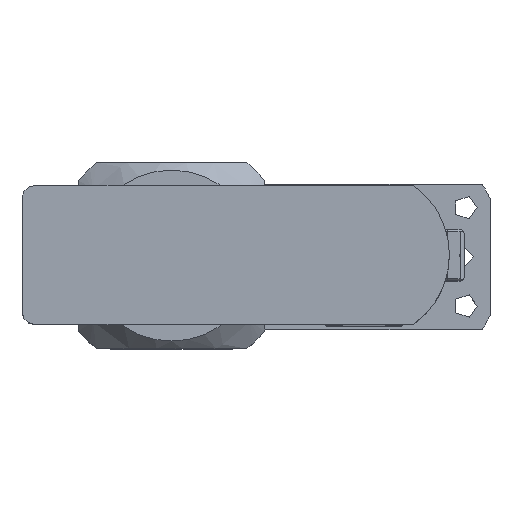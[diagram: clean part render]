
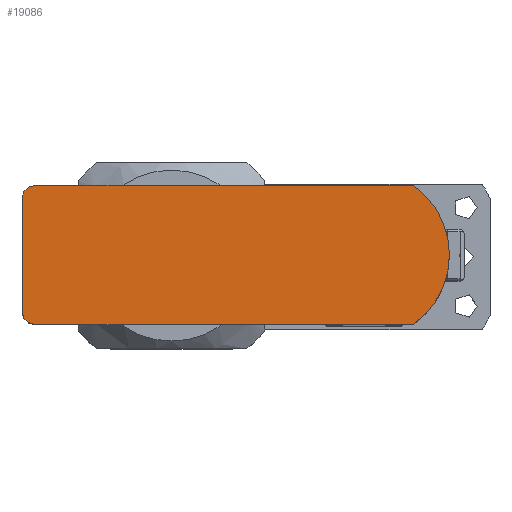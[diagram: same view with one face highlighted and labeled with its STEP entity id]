
A CAD part, top view. The second image highlights one B-rep face of the part: STEP entity #19086.
In plain terms, the highlighted planar face has unit normal (0, 0, 1).
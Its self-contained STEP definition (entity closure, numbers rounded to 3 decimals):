
#748=PLANE('',#20613);
#1929=LINE('',#30091,#3546);
#1932=LINE('',#30097,#3549);
#1933=LINE('',#30101,#3550);
#3546=VECTOR('',#24501,10.);
#3549=VECTOR('',#24506,10.);
#3550=VECTOR('',#24509,10.);
#5097=FACE_OUTER_BOUND('',#6229,.T.);
#6229=EDGE_LOOP('',(#14882,#14883,#14884,#14885,#14886,#14887));
#7342=CIRCLE('',#20610,6.);
#7344=CIRCLE('',#20614,40.);
#7345=CIRCLE('',#20615,6.);
#8639=VERTEX_POINT('',#30081);
#8640=VERTEX_POINT('',#30082);
#8643=VERTEX_POINT('',#30090);
#8645=VERTEX_POINT('',#30096);
#8646=VERTEX_POINT('',#30098);
#8647=VERTEX_POINT('',#30100);
#10850=EDGE_CURVE('',#8639,#8640,#7342,.T.);
#10854=EDGE_CURVE('',#8643,#8640,#1929,.T.);
#10857=EDGE_CURVE('',#8639,#8645,#1932,.T.);
#10858=EDGE_CURVE('',#8645,#8646,#7344,.T.);
#10859=EDGE_CURVE('',#8646,#8647,#1933,.T.);
#10860=EDGE_CURVE('',#8643,#8647,#7345,.T.);
#14882=ORIENTED_EDGE('',*,*,#10850,.F.);
#14883=ORIENTED_EDGE('',*,*,#10857,.T.);
#14884=ORIENTED_EDGE('',*,*,#10858,.T.);
#14885=ORIENTED_EDGE('',*,*,#10859,.T.);
#14886=ORIENTED_EDGE('',*,*,#10860,.F.);
#14887=ORIENTED_EDGE('',*,*,#10854,.T.);
#19086=ADVANCED_FACE('',(#5097),#748,.T.);
#20610=AXIS2_PLACEMENT_3D('',#30083,#24493,#24494);
#20613=AXIS2_PLACEMENT_3D('',#30095,#24504,#24505);
#20614=AXIS2_PLACEMENT_3D('',#30099,#24507,#24508);
#20615=AXIS2_PLACEMENT_3D('',#30102,#24510,#24511);
#24493=DIRECTION('center_axis',(0.,0.,
-1.));
#24494=DIRECTION('ref_axis',(-0.707,-0.707,0.));
#24501=DIRECTION('',(0.,-1.,0.));
#24504=DIRECTION('center_axis',(0.,0.,
1.));
#24505=DIRECTION('ref_axis',(1.,0.,0.));
#24506=DIRECTION('',(1.,0.,0.));
#24507=DIRECTION('center_axis',(0.,0.,
1.));
#24508=DIRECTION('ref_axis',(0.583,-0.813,0.));
#24509=DIRECTION('',(-1.,0.,0.));
#24510=DIRECTION('center_axis',(0.,0.,
-1.));
#24511=DIRECTION('ref_axis',(-0.707,0.707,0.));
#30081=CARTESIAN_POINT('',(-154.,-32.5,556.));
#30082=CARTESIAN_POINT('',(-160.,-26.5,556.));
#30083=CARTESIAN_POINT('Origin',(-154.,-26.5,556.));
#30090=CARTESIAN_POINT('',(-160.,26.5,556.));
#30091=CARTESIAN_POINT('',(-160.,32.5,556.));
#30095=CARTESIAN_POINT('Origin',(-68.584,0.,
556.));
#30096=CARTESIAN_POINT('',(23.318,-32.5,556.));
#30097=CARTESIAN_POINT('',(-160.,-32.5,556.));
#30098=CARTESIAN_POINT('',(23.318,32.5,556.));
#30099=CARTESIAN_POINT('Origin',(0.,0.,
556.));
#30100=CARTESIAN_POINT('',(-154.,32.5,556.));
#30101=CARTESIAN_POINT('',(23.318,32.5,556.));
#30102=CARTESIAN_POINT('Origin',(-154.,26.5,556.));
